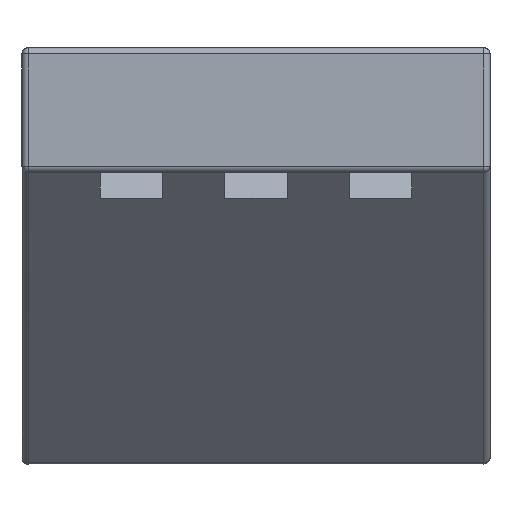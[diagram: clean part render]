
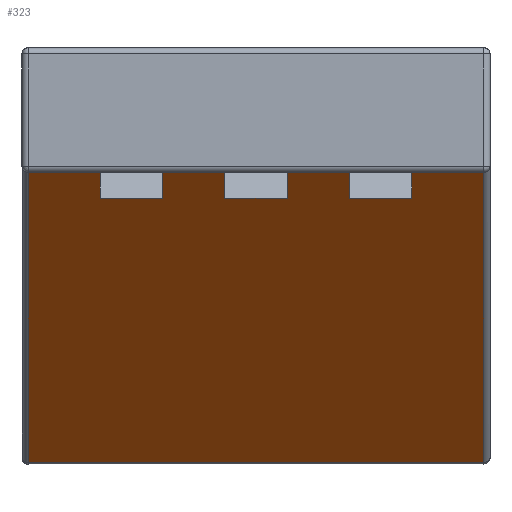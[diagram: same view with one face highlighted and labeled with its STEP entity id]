
A CAD part, left-side view. The second image highlights one B-rep face of the part: STEP entity #323.
In plain terms, the highlighted planar face has unit normal (-0.707, 0, -0.707).
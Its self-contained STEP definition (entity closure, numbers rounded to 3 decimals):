
#8 = CARTESIAN_POINT ( 'NONE',  ( 23.358, -5., -14.142 ) ) ;
#11 = VECTOR ( 'NONE', #1392, 1000. ) ;
#16 = DIRECTION ( 'NONE',  ( 0., -1., 0. ) ) ;
#17 = CARTESIAN_POINT ( 'NONE',  ( 33.358, 15., -24.142 ) ) ;
#48 = EDGE_CURVE ( 'NONE', #1772, #1413, #950, .T. ) ;
#64 = LINE ( 'NONE', #908, #1685 ) ;
#90 = CARTESIAN_POINT ( 'NONE',  ( 23.358, -15., -14.142 ) ) ;
#95 = ORIENTED_EDGE ( 'NONE', *, *, #1498, .T. ) ;
#102 = PLANE ( 'NONE',  #1239 ) ;
#103 = LINE ( 'NONE', #529, #701 ) ;
#110 = DIRECTION ( 'NONE',  ( 0.707, 0., -0.707 ) ) ;
#131 = ORIENTED_EDGE ( 'NONE', *, *, #740, .T. ) ;
#140 = CARTESIAN_POINT ( 'NONE',  ( 33.358, 5., -24.142 ) ) ;
#159 = CARTESIAN_POINT ( 'NONE',  ( 75.684, -37.5, -66.468 ) ) ;
#186 = VERTEX_POINT ( 'NONE', #607 ) ;
#188 = VERTEX_POINT ( 'NONE', #882 ) ;
#195 = EDGE_CURVE ( 'NONE', #1618, #1699, #64, .T. ) ;
#229 = DIRECTION ( 'NONE',  ( 0., 1., 0. ) ) ;
#245 = VECTOR ( 'NONE', #372, 1000. ) ;
#264 = CARTESIAN_POINT ( 'NONE',  ( 29.216, -36.5, -20. ) ) ;
#265 = CARTESIAN_POINT ( 'NONE',  ( 23.358, -15., -14.142 ) ) ;
#270 = CARTESIAN_POINT ( 'NONE',  ( 29.216, -37.501, -20. ) ) ;
#292 = VECTOR ( 'NONE', #1325, 1000. ) ;
#316 = LINE ( 'NONE', #609, #1698 ) ;
#323 = ADVANCED_FACE ( 'NONE', ( #370 ), #102, .T. ) ;
#326 = ORIENTED_EDGE ( 'NONE', *, *, #486, .T. ) ;
#333 = EDGE_CURVE ( 'NONE', #552, #1772, #809, .T. ) ;
#357 = ORIENTED_EDGE ( 'NONE', *, *, #543, .T. ) ;
#364 = LINE ( 'NONE', #748, #245 ) ;
#370 = FACE_OUTER_BOUND ( 'NONE', #784, .T. ) ;
#372 = DIRECTION ( 'NONE',  ( -0.707, 0., 0.707 ) ) ;
#383 = CARTESIAN_POINT ( 'NONE',  ( 23.358, 25., -14.142 ) ) ;
#393 = LINE ( 'NONE', #270, #11 ) ;
#410 = LINE ( 'NONE', #1806, #1597 ) ;
#428 = CARTESIAN_POINT ( 'NONE',  ( 29.216, 25., -20. ) ) ;
#433 = DIRECTION ( 'NONE',  ( -0.707, 0., 0.707 ) ) ;
#435 = ORIENTED_EDGE ( 'NONE', *, *, #1204, .T. ) ;
#448 = CARTESIAN_POINT ( 'NONE',  ( 33.358, 15., -24.142 ) ) ;
#456 = VECTOR ( 'NONE', #1066, 1000. ) ;
#486 = EDGE_CURVE ( 'NONE', #1413, #947, #639, .T. ) ;
#496 = VECTOR ( 'NONE', #768, 1000. ) ;
#507 = DIRECTION ( 'NONE',  ( 0., -1., 0. ) ) ;
#517 = LINE ( 'NONE', #1026, #877 ) ;
#518 = DIRECTION ( 'NONE',  ( -0.707, 0., 0.707 ) ) ;
#529 = CARTESIAN_POINT ( 'NONE',  ( 23.358, 5., -14.142 ) ) ;
#543 = EDGE_CURVE ( 'NONE', #708, #186, #1624, .T. ) ;
#552 = VERTEX_POINT ( 'NONE', #973 ) ;
#554 = VERTEX_POINT ( 'NONE', #264 ) ;
#606 = ORIENTED_EDGE ( 'NONE', *, *, #1123, .T. ) ;
#607 = CARTESIAN_POINT ( 'NONE',  ( 75.684, 36.5, -66.468 ) ) ;
#608 = VECTOR ( 'NONE', #229, 1000. ) ;
#609 = CARTESIAN_POINT ( 'NONE',  ( 29.216, -36.5, -20. ) ) ;
#616 = DIRECTION ( 'NONE',  ( 0., 1., 0. ) ) ;
#639 = LINE ( 'NONE', #1491, #608 ) ;
#650 = CARTESIAN_POINT ( 'NONE',  ( 4.608, 0., 4.608 ) ) ;
#659 = VERTEX_POINT ( 'NONE', #428 ) ;
#678 = VERTEX_POINT ( 'NONE', #448 ) ;
#701 = VECTOR ( 'NONE', #935, 1000. ) ;
#708 = VERTEX_POINT ( 'NONE', #1143 ) ;
#740 = EDGE_CURVE ( 'NONE', #678, #188, #1263, .T. ) ;
#748 = CARTESIAN_POINT ( 'NONE',  ( 23.358, -5., -14.142 ) ) ;
#768 = DIRECTION ( 'NONE',  ( 0., 1., 0. ) ) ;
#784 = EDGE_LOOP ( 'NONE', ( #606, #435, #1346, #811, #1679, #1197, #326, #1250, #1789, #1621, #95, #796, #131, #1291, #1690, #357 ) ) ;
#796 = ORIENTED_EDGE ( 'NONE', *, *, #1716, .F. ) ;
#800 = CARTESIAN_POINT ( 'NONE',  ( 76.391, 36.5, -67.175 ) ) ;
#809 = LINE ( 'NONE', #1766, #456 ) ;
#811 = ORIENTED_EDGE ( 'NONE', *, *, #1292, .F. ) ;
#821 = VERTEX_POINT ( 'NONE', #1327 ) ;
#877 = VECTOR ( 'NONE', #507, 1000. ) ;
#882 = CARTESIAN_POINT ( 'NONE',  ( 33.358, 25., -24.142 ) ) ;
#908 = CARTESIAN_POINT ( 'NONE',  ( 33.358, -5., -24.142 ) ) ;
#935 = DIRECTION ( 'NONE',  ( -0.707, 0., 0.707 ) ) ;
#946 = CARTESIAN_POINT ( 'NONE',  ( 23.358, 15., -14.142 ) ) ;
#947 = VERTEX_POINT ( 'NONE', #8 ) ;
#950 = LINE ( 'NONE', #265, #1075 ) ;
#951 = EDGE_CURVE ( 'NONE', #821, #554, #393, .T. ) ;
#957 = VERTEX_POINT ( 'NONE', #946 ) ;
#973 = CARTESIAN_POINT ( 'NONE',  ( 33.358, -25., -24.142 ) ) ;
#994 = CARTESIAN_POINT ( 'NONE',  ( 33.358, -15., -24.142 ) ) ;
#1021 = VERTEX_POINT ( 'NONE', #1800 ) ;
#1026 = CARTESIAN_POINT ( 'NONE',  ( 29.216, -37.501, -20. ) ) ;
#1066 = DIRECTION ( 'NONE',  ( 0., 1., 0. ) ) ;
#1075 = VECTOR ( 'NONE', #1802, 1000. ) ;
#1123 = EDGE_CURVE ( 'NONE', #186, #1677, #1152, .T. ) ;
#1142 = VECTOR ( 'NONE', #16, 1000. ) ;
#1143 = CARTESIAN_POINT ( 'NONE',  ( 29.216, 36.5, -20. ) ) ;
#1152 = LINE ( 'NONE', #159, #1142 ) ;
#1197 = ORIENTED_EDGE ( 'NONE', *, *, #48, .T. ) ;
#1202 = DIRECTION ( 'NONE',  ( -0.707, 0., 0.707 ) ) ;
#1204 = EDGE_CURVE ( 'NONE', #1677, #554, #316, .T. ) ;
#1239 = AXIS2_PLACEMENT_3D ( 'NONE', #650, #1776, #1202 ) ;
#1250 = ORIENTED_EDGE ( 'NONE', *, *, #1555, .F. ) ;
#1263 = LINE ( 'NONE', #17, #1427 ) ;
#1291 = ORIENTED_EDGE ( 'NONE', *, *, #1364, .T. ) ;
#1292 = EDGE_CURVE ( 'NONE', #552, #821, #1587, .T. ) ;
#1325 = DIRECTION ( 'NONE',  ( -0.707, 0., 0.707 ) ) ;
#1327 = CARTESIAN_POINT ( 'NONE',  ( 29.216, -25., -20. ) ) ;
#1346 = ORIENTED_EDGE ( 'NONE', *, *, #951, .F. ) ;
#1364 = EDGE_CURVE ( 'NONE', #188, #659, #1628, .T. ) ;
#1392 = DIRECTION ( 'NONE',  ( 0., -1., 0. ) ) ;
#1413 = VERTEX_POINT ( 'NONE', #90 ) ;
#1425 = DIRECTION ( 'NONE',  ( -0.707, 0., 0.707 ) ) ;
#1427 = VECTOR ( 'NONE', #1447, 1000. ) ;
#1447 = DIRECTION ( 'NONE',  ( 0., 1., 0. ) ) ;
#1491 = CARTESIAN_POINT ( 'NONE',  ( 23.358, 37.5, -14.142 ) ) ;
#1498 = EDGE_CURVE ( 'NONE', #1021, #957, #1737, .T. ) ;
#1532 = VECTOR ( 'NONE', #518, 1000. ) ;
#1541 = EDGE_CURVE ( 'NONE', #708, #659, #517, .T. ) ;
#1555 = EDGE_CURVE ( 'NONE', #1618, #947, #364, .T. ) ;
#1586 = EDGE_CURVE ( 'NONE', #1699, #1021, #103, .T. ) ;
#1587 = LINE ( 'NONE', #1740, #292 ) ;
#1591 = CARTESIAN_POINT ( 'NONE',  ( 23.358, 37.5, -14.142 ) ) ;
#1597 = VECTOR ( 'NONE', #433, 1000. ) ;
#1618 = VERTEX_POINT ( 'NONE', #1689 ) ;
#1621 = ORIENTED_EDGE ( 'NONE', *, *, #1586, .T. ) ;
#1624 = LINE ( 'NONE', #800, #1688 ) ;
#1628 = LINE ( 'NONE', #383, #1532 ) ;
#1677 = VERTEX_POINT ( 'NONE', #1678 ) ;
#1678 = CARTESIAN_POINT ( 'NONE',  ( 75.684, -36.5, -66.468 ) ) ;
#1679 = ORIENTED_EDGE ( 'NONE', *, *, #333, .T. ) ;
#1685 = VECTOR ( 'NONE', #616, 1000. ) ;
#1688 = VECTOR ( 'NONE', #110, 1000. ) ;
#1689 = CARTESIAN_POINT ( 'NONE',  ( 33.358, -5., -24.142 ) ) ;
#1690 = ORIENTED_EDGE ( 'NONE', *, *, #1541, .F. ) ;
#1698 = VECTOR ( 'NONE', #1425, 1000. ) ;
#1699 = VERTEX_POINT ( 'NONE', #140 ) ;
#1716 = EDGE_CURVE ( 'NONE', #678, #957, #410, .T. ) ;
#1737 = LINE ( 'NONE', #1591, #496 ) ;
#1740 = CARTESIAN_POINT ( 'NONE',  ( 23.358, -25., -14.142 ) ) ;
#1766 = CARTESIAN_POINT ( 'NONE',  ( 33.358, -25., -24.142 ) ) ;
#1772 = VERTEX_POINT ( 'NONE', #994 ) ;
#1776 = DIRECTION ( 'NONE',  ( -0.707, 0., -0.707 ) ) ;
#1789 = ORIENTED_EDGE ( 'NONE', *, *, #195, .T. ) ;
#1800 = CARTESIAN_POINT ( 'NONE',  ( 23.358, 5., -14.142 ) ) ;
#1802 = DIRECTION ( 'NONE',  ( -0.707, 0., 0.707 ) ) ;
#1806 = CARTESIAN_POINT ( 'NONE',  ( 23.358, 15., -14.142 ) ) ;
